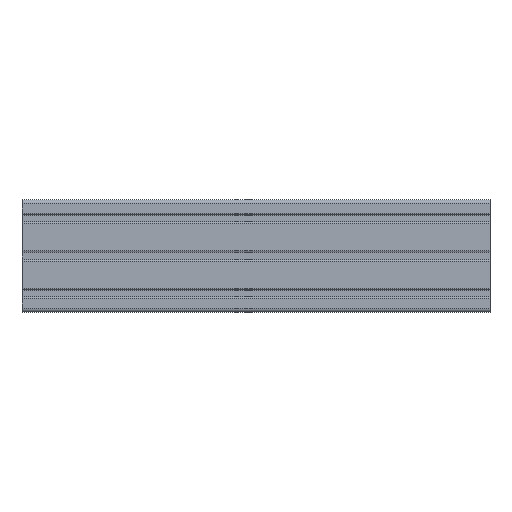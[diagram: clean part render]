
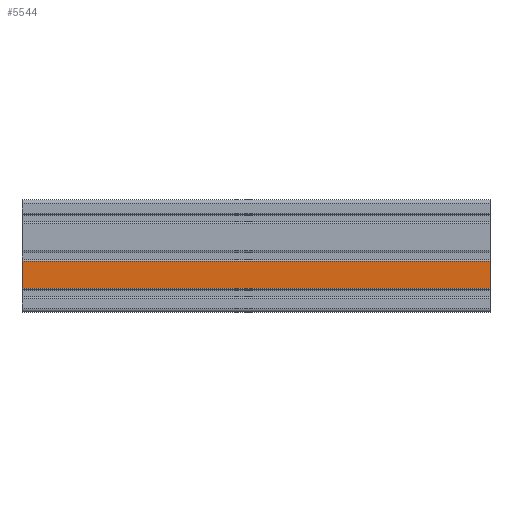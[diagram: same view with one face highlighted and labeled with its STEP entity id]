
A CAD part, front view. The second image highlights one B-rep face of the part: STEP entity #5544.
In plain terms, the highlighted planar face has unit normal (0, -1, 0).
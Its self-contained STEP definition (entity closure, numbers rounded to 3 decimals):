
#917 = AXIS2_PLACEMENT_3D ( 'NONE', #6723, #7516, #10008 ) ;
#936 = CARTESIAN_POINT ( 'NONE',  ( 1500., -20., -34.5 ) ) ;
#1398 = CARTESIAN_POINT ( 'NONE',  ( 2000., -20., -34.5 ) ) ;
#1400 = VERTEX_POINT ( 'NONE', #3234 ) ;
#1505 = CARTESIAN_POINT ( 'NONE',  ( 2000., -20., -5.5 ) ) ;
#1535 = DIRECTION ( 'NONE',  ( 0., 0., 1. ) ) ;
#1645 = LINE ( 'NONE', #7934, #8404 ) ;
#2001 = VECTOR ( 'NONE', #10326, 1000. ) ;
#2139 = LINE ( 'NONE', #3846, #2001 ) ;
#3234 = CARTESIAN_POINT ( 'NONE',  ( 1500., -20., -34.5 ) ) ;
#3678 = EDGE_CURVE ( 'NONE', #5471, #5035, #2139, .T. ) ;
#3846 = CARTESIAN_POINT ( 'NONE',  ( 1500., -20., -5.5 ) ) ;
#4262 = PLANE ( 'NONE',  #917 ) ;
#4578 = CARTESIAN_POINT ( 'NONE',  ( 2000., -20., -34.5 ) ) ;
#4601 = LINE ( 'NONE', #1398, #10234 ) ;
#4901 = EDGE_CURVE ( 'NONE', #9400, #5035, #4601, .T. ) ;
#5035 = VERTEX_POINT ( 'NONE', #1505 ) ;
#5144 = VECTOR ( 'NONE', #7434, 1000. ) ;
#5424 = ORIENTED_EDGE ( 'NONE', *, *, #7191, .T. ) ;
#5471 = VERTEX_POINT ( 'NONE', #8101 ) ;
#5544 = ADVANCED_FACE ( 'NONE', ( #6783 ), #4262, .F. ) ;
#6299 = DIRECTION ( 'NONE',  ( 0., 0., 1. ) ) ;
#6723 = CARTESIAN_POINT ( 'NONE',  ( 1500., -20., -34.5 ) ) ;
#6783 = FACE_OUTER_BOUND ( 'NONE', #9338, .T. ) ;
#7191 = EDGE_CURVE ( 'NONE', #1400, #9400, #8174, .T. ) ;
#7434 = DIRECTION ( 'NONE',  ( 1., 0., 0. ) ) ;
#7516 = DIRECTION ( 'NONE',  ( 0., 1., 0. ) ) ;
#7826 = EDGE_CURVE ( 'NONE', #1400, #5471, #1645, .T. ) ;
#7934 = CARTESIAN_POINT ( 'NONE',  ( 1500., -20., -34.5 ) ) ;
#8101 = CARTESIAN_POINT ( 'NONE',  ( 1500., -20., -5.5 ) ) ;
#8174 = LINE ( 'NONE', #936, #5144 ) ;
#8404 = VECTOR ( 'NONE', #1535, 1000. ) ;
#8653 = ORIENTED_EDGE ( 'NONE', *, *, #3678, .F. ) ;
#9338 = EDGE_LOOP ( 'NONE', ( #9983, #8653, #9810, #5424 ) ) ;
#9400 = VERTEX_POINT ( 'NONE', #4578 ) ;
#9810 = ORIENTED_EDGE ( 'NONE', *, *, #7826, .F. ) ;
#9983 = ORIENTED_EDGE ( 'NONE', *, *, #4901, .T. ) ;
#10008 = DIRECTION ( 'NONE',  ( 0., 0., 1. ) ) ;
#10234 = VECTOR ( 'NONE', #6299, 1000. ) ;
#10326 = DIRECTION ( 'NONE',  ( 1., 0., 0. ) ) ;
